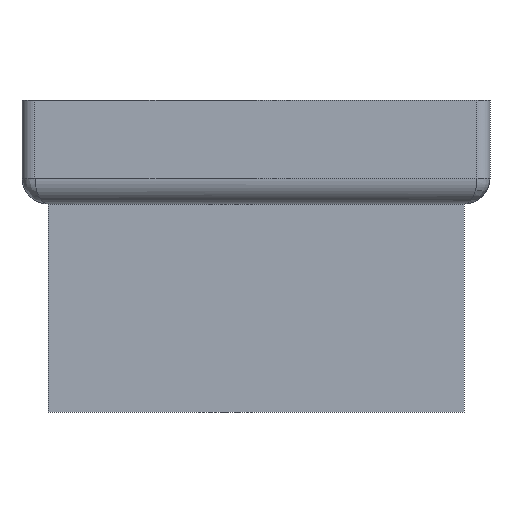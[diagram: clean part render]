
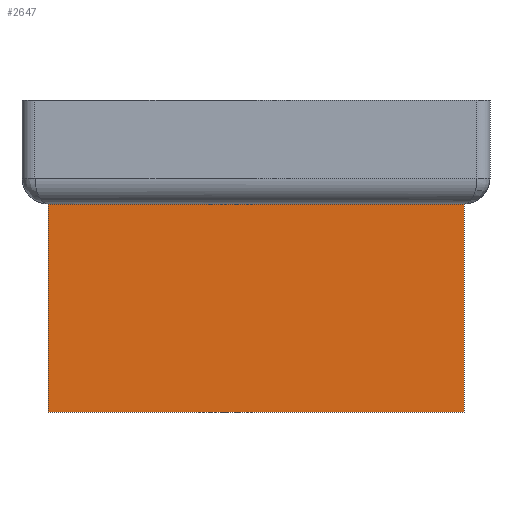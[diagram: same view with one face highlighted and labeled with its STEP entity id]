
A CAD part, left-side view. The second image highlights one B-rep face of the part: STEP entity #2647.
In plain terms, the highlighted planar face has unit normal (-1, 0, 0).
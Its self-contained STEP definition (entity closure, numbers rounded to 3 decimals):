
#148=FACE_OUTER_BOUND('',#298,.T.);
#298=EDGE_LOOP('',(#2099,#2100,#2101,#2102));
#508=LINE('',#3844,#861);
#577=LINE('',#3983,#930);
#578=LINE('',#3984,#931);
#579=LINE('',#3985,#932);
#861=VECTOR('',#3131,10.);
#930=VECTOR('',#3240,10.);
#931=VECTOR('',#3241,10.);
#932=VECTOR('',#3242,10.);
#1170=VERTEX_POINT('',#3837);
#1173=VERTEX_POINT('',#3842);
#1222=VERTEX_POINT('',#3981);
#1223=VERTEX_POINT('',#3982);
#1462=EDGE_CURVE('',#1173,#1170,#508,.T.);
#1531=EDGE_CURVE('',#1222,#1223,#577,.T.);
#1532=EDGE_CURVE('',#1222,#1170,#578,.T.);
#1533=EDGE_CURVE('',#1223,#1173,#579,.T.);
#2099=ORIENTED_EDGE('',*,*,#1531,.F.);
#2100=ORIENTED_EDGE('',*,*,#1532,.T.);
#2101=ORIENTED_EDGE('',*,*,#1462,.F.);
#2102=ORIENTED_EDGE('',*,*,#1533,.F.);
#2521=PLANE('',#2807);
#2647=ADVANCED_FACE('',(#148),#2521,.T.);
#2807=AXIS2_PLACEMENT_3D('',#3980,#3238,#3239);
#3131=DIRECTION('',(0.,1.,0.));
#3238=DIRECTION('center_axis',(-1.,0.,0.));
#3239=DIRECTION('ref_axis',(0.,1.,0.));
#3240=DIRECTION('',(0.,-1.,0.));
#3241=DIRECTION('',(0.,0.,-1.));
#3242=DIRECTION('',(0.,0.,-1.));
#3837=CARTESIAN_POINT('',(-8.,8.,-9.));
#3842=CARTESIAN_POINT('',(-8.,-8.,-9.));
#3844=CARTESIAN_POINT('',(-8.,-4.5,-9.));
#3980=CARTESIAN_POINT('Origin',(-8.,-8.,-1.));
#3981=CARTESIAN_POINT('',(-8.,8.,-1.));
#3982=CARTESIAN_POINT('',(-8.,-8.,-1.));
#3983=CARTESIAN_POINT('',(-8.,-4.5,-1.));
#3984=CARTESIAN_POINT('',(-8.,8.,-1.));
#3985=CARTESIAN_POINT('',(-8.,-8.,-1.));
